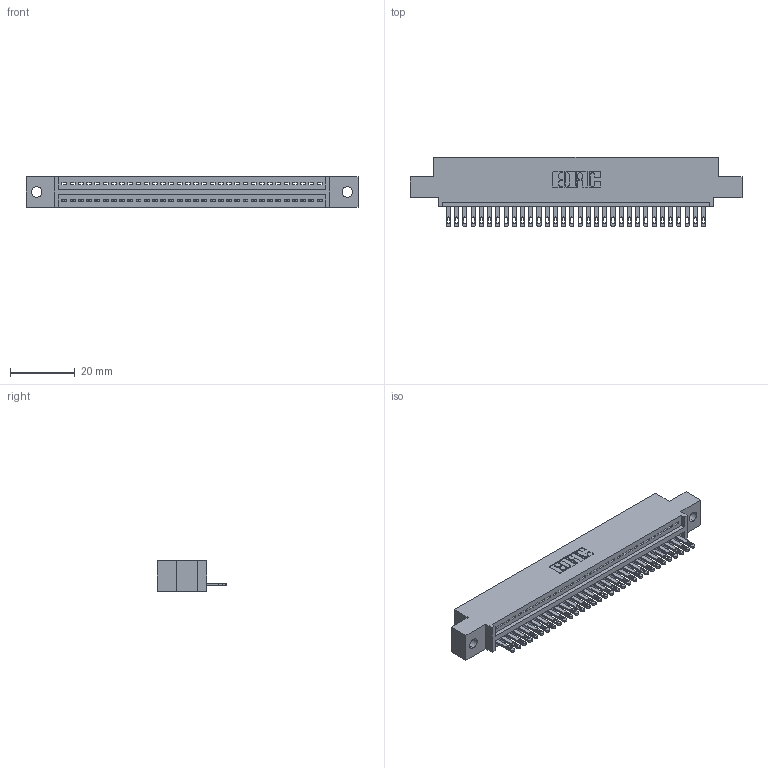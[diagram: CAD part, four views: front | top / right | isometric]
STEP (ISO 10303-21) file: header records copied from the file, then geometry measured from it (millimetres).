
FILE_DESCRIPTION (( 'STEP AP203' ), '1' );
FILE_NAME ('895-032-500-402.STEP', '2020-09-25T19:22:46', ( '' ), ( '' ), 'SwSTEP 2.0', 'SolidWorks 2020', '' );
FILE_SCHEMA (( 'CONFIG_CONTROL_DESIGN' ));
Length unit declared in the file: inch
Products named in the file (3): 895-032-500-402; 845 Part_0.110 Offset - 0.128 Dia; 345-292-001_345-293-100
Assembly tree (33 placements, depth 2):
  895-032-500-402
    845 Part_0.110 Offset - 0.128 Dia
    345-292-001_345-293-100  x32
Bounding box: 102.49 x 21.51 x 9.4 mm (x, y, z)
Volume: 9562.4 mm3; surface area: 12453.8 mm2
Topology: 33 solids, 33 shells, 1858 faces, 5729 edges, 3818 vertices
Faces by surface type: plane 1172, cylinder 686
Entity records: 25495 total; most frequent: CARTESIAN_POINT 4424, ORIENTED_EDGE 4390, DIRECTION 3879, EDGE_CURVE 2195, LINE 1931, VECTOR 1931, VERTEX_POINT 1462, AXIS2_PLACEMENT_3D 974
